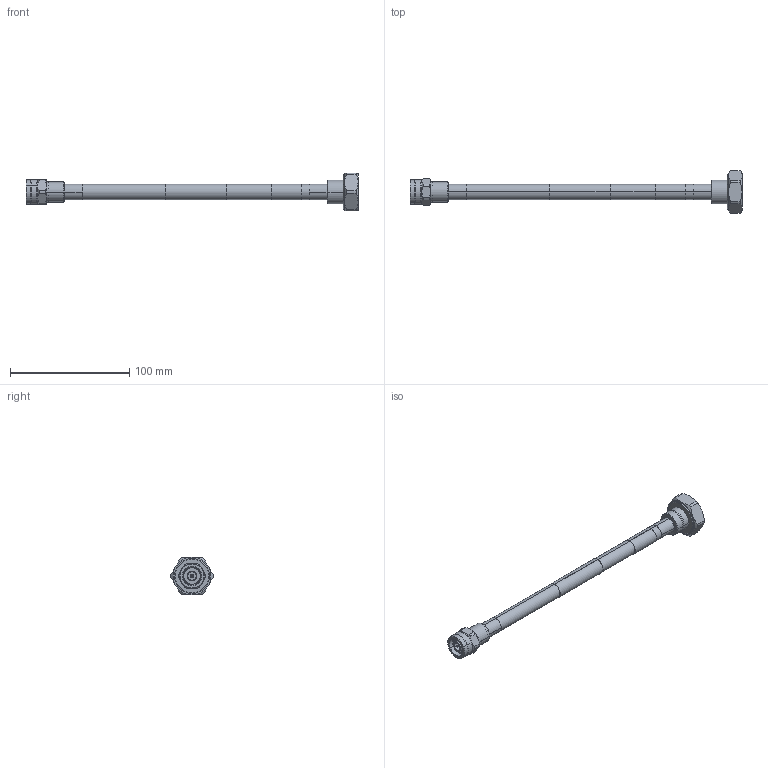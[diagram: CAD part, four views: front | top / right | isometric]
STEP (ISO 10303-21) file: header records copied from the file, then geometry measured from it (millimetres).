
FILE_DESCRIPTION (( 'STEP AP214' ), '1' );
FILE_NAME ('FMC00877_3D.step', '2023-03-06T20:19:03', ( '' ), ( '' ), 'SwSTEP 2.0', 'SolidWorks 2022', '' );
FILE_SCHEMA (( 'AUTOMOTIVE_DESIGN' ));
Length unit declared in the file: inch
Products named in the file (6): SPP-500-LLPL Ø.500 jacket low pim^FMC00877; heat shrink conn 2^FMC00877_conn 1; TC-500-NM-LP^FMC00877; TC-500-716M-LP^FMC00877; heat shrink conn 1^FMC00877_conn 1; FMC00877_3D
Assembly tree (5 placements, depth 2):
  FMC00877_3D
    SPP-500-LLPL Ø.500 jacket low pim^FMC00877
    TC-500-NM-LP^FMC00877
    heat shrink conn 1^FMC00877_conn 1
    TC-500-716M-LP^FMC00877
    heat shrink conn 2^FMC00877_conn 1
Bounding box: 278.2 x 35.58 x 31.75 mm (x, y, z)
Volume: 42069.9 mm3; surface area: 33144.1 mm2
Topology: 7 solids, 8 shells, 273 faces, 635 edges, 395 vertices
Faces by surface type: cylinder 115, plane 64, cone 64, torus 22, bspline 8
Entity records: 10450 total; most frequent: CARTESIAN_POINT 3853, DIRECTION 1354, ORIENTED_EDGE 1270, EDGE_CURVE 635, AXIS2_PLACEMENT_3D 575, VERTEX_POINT 395, EDGE_LOOP 304, CIRCLE 302
